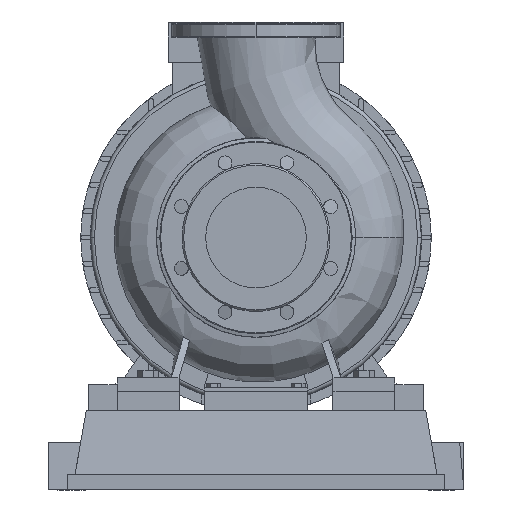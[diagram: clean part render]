
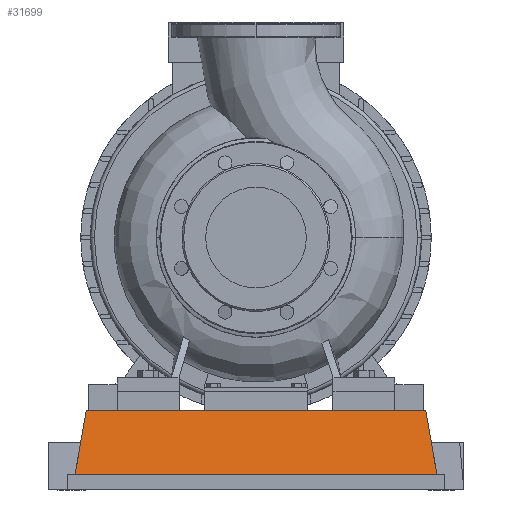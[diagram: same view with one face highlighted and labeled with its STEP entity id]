
A CAD part, left-side view. The second image highlights one B-rep face of the part: STEP entity #31699.
In plain terms, the highlighted planar face has unit normal (-0.985, 0, 0.174).
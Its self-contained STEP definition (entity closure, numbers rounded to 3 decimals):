
#29584=CARTESIAN_POINT('',(-100.,-235.,20.6));
#29585=VERTEX_POINT('',#29584);
#29592=CARTESIAN_POINT('',(-100.,235.0,20.6));
#29593=VERTEX_POINT('',#29592);
#29594=CARTESIAN_POINT('',(-100.,-235.,20.6));
#29595=DIRECTION('',(0.0,1.0,0.0));
#29596=VECTOR('',#29595,470.0);
#29597=LINE('',#29594,#29596);
#29598=EDGE_CURVE('',#29585,#29593,#29597,.T.);
#31433=CARTESIAN_POINT('',(-85.471,-220.471,103.0));
#31434=VERTEX_POINT('',#31433);
#31441=CARTESIAN_POINT('',(-100.,-235.,20.6));
#31442=DIRECTION('',(0.171,0.171,0.97));
#31443=VECTOR('',#31442,84.923);
#31444=LINE('',#31441,#31443);
#31445=EDGE_CURVE('',#29585,#31434,#31444,.T.);
#31676=CARTESIAN_POINT('',(-100.,-235.,20.6));
#31677=DIRECTION('',(-0.985,0.,0.174));
#31678=DIRECTION('',(0.0,-1.0,0.0));
#31679=AXIS2_PLACEMENT_3D('',#31676,#31677,#31678);
#31680=PLANE('',#31679);
#31681=CARTESIAN_POINT('',(-85.471,220.471,103.0));
#31682=VERTEX_POINT('',#31681);
#31683=CARTESIAN_POINT('',(-85.471,-220.471,103.0));
#31684=DIRECTION('',(0.0,1.0,0.0));
#31685=VECTOR('',#31684,440.941);
#31686=LINE('',#31683,#31685);
#31687=EDGE_CURVE('',#31434,#31682,#31686,.T.);
#31688=ORIENTED_EDGE('',*,*,#31687,.T.);
#31689=CARTESIAN_POINT('',(-100.,235.0,20.6));
#31690=DIRECTION('',(0.171,-0.171,0.97));
#31691=VECTOR('',#31690,84.923);
#31692=LINE('',#31689,#31691);
#31693=EDGE_CURVE('',#29593,#31682,#31692,.T.);
#31694=ORIENTED_EDGE('',*,*,#31693,.F.);
#31695=ORIENTED_EDGE('',*,*,#29598,.F.);
#31696=ORIENTED_EDGE('',*,*,#31445,.T.);
#31697=EDGE_LOOP('',(#31688,#31694,#31695,#31696));
#31698=FACE_OUTER_BOUND('',#31697,.T.);
#31699=ADVANCED_FACE('',(#31698),#31680,.T.);
